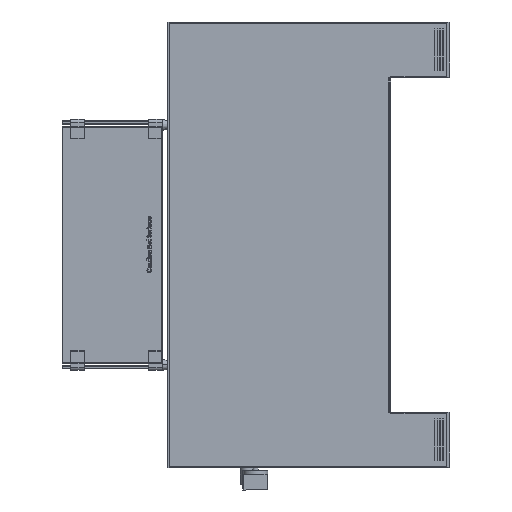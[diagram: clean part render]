
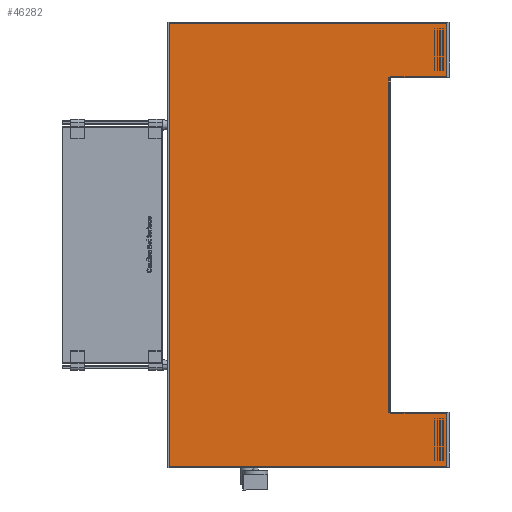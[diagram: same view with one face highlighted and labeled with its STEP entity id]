
A CAD part, left-side view. The second image highlights one B-rep face of the part: STEP entity #46282.
In plain terms, the highlighted face is planar.
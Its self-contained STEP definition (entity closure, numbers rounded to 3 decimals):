
#127 = VECTOR ( 'NONE', #27101, 1000. ) ;
#850 = VECTOR ( 'NONE', #38445, 1000. ) ;
#1326 = ORIENTED_EDGE ( 'NONE', *, *, #5138, .T. ) ;
#2110 = CARTESIAN_POINT ( 'NONE',  ( 300., -250., -2. ) ) ;
#2237 = EDGE_CURVE ( 'NONE', #18666, #9068, #45976, .T. ) ;
#3501 = LINE ( 'NONE', #37644, #26974 ) ;
#3945 = CARTESIAN_POINT ( 'NONE',  ( 300., -146., -2. ) ) ;
#4027 = VERTEX_POINT ( 'NONE', #12387 ) ;
#5138 = EDGE_CURVE ( 'NONE', #12242, #39090, #42030, .T. ) ;
#6855 = CARTESIAN_POINT ( 'NONE',  ( 300., -146., -2. ) ) ;
#6904 = DIRECTION ( 'NONE',  ( -1., 0., 0. ) ) ;
#7057 = CARTESIAN_POINT ( 'NONE',  ( -300., -250., -2. ) ) ;
#7205 = LINE ( 'NONE', #22622, #11880 ) ;
#7535 = CARTESIAN_POINT ( 'NONE',  ( -398., 248., -2. ) ) ;
#9068 = VERTEX_POINT ( 'NONE', #22386 ) ;
#9135 = EDGE_CURVE ( 'NONE', #32742, #20108, #7205, .T. ) ;
#9267 = AXIS2_PLACEMENT_3D ( 'NONE', #13415, #21217, #20224 ) ;
#11880 = VECTOR ( 'NONE', #38036, 1000. ) ;
#12242 = VERTEX_POINT ( 'NONE', #3945 ) ;
#12387 = CARTESIAN_POINT ( 'NONE',  ( 398., -250., -2. ) ) ;
#13415 = CARTESIAN_POINT ( 'NONE',  ( 0., 0., -2. ) ) ;
#15383 = VECTOR ( 'NONE', #45541, 1000. ) ;
#16086 = EDGE_CURVE ( 'NONE', #49778, #12242, #36764, .T. ) ;
#17360 = CARTESIAN_POINT ( 'NONE',  ( -398., -250., -2. ) ) ;
#18459 = ORIENTED_EDGE ( 'NONE', *, *, #32593, .F. ) ;
#18666 = VERTEX_POINT ( 'NONE', #42678 ) ;
#19152 = DIRECTION ( 'NONE',  ( -1., 0., 0. ) ) ;
#19996 = LINE ( 'NONE', #38203, #127 ) ;
#20108 = VERTEX_POINT ( 'NONE', #48035 ) ;
#20224 = DIRECTION ( 'NONE',  ( 1., 0., 0. ) ) ;
#20274 = VECTOR ( 'NONE', #23446, 1000. ) ;
#20363 = VECTOR ( 'NONE', #36120, 1000. ) ;
#21217 = DIRECTION ( 'NONE',  ( 0., 0., 1. ) ) ;
#22386 = CARTESIAN_POINT ( 'NONE',  ( -398., 248., -2. ) ) ;
#22620 = EDGE_CURVE ( 'NONE', #32742, #28231, #35084, .T. ) ;
#22622 = CARTESIAN_POINT ( 'NONE',  ( -300., -146., -2. ) ) ;
#23446 = DIRECTION ( 'NONE',  ( 0., -1., 0. ) ) ;
#23817 = CARTESIAN_POINT ( 'NONE',  ( -398., -250., -2. ) ) ;
#24070 = EDGE_CURVE ( 'NONE', #4027, #18666, #19996, .T. ) ;
#26974 = VECTOR ( 'NONE', #45739, 1000. ) ;
#27101 = DIRECTION ( 'NONE',  ( 0., 1., 0. ) ) ;
#28231 = VERTEX_POINT ( 'NONE', #7057 ) ;
#28352 = ORIENTED_EDGE ( 'NONE', *, *, #24070, .F. ) ;
#28827 = VECTOR ( 'NONE', #6904, 1000. ) ;
#29174 = DIRECTION ( 'NONE',  ( 0., 1., 0. ) ) ;
#29629 = LINE ( 'NONE', #6855, #15383 ) ;
#29928 = CARTESIAN_POINT ( 'NONE',  ( 300., -146., -2. ) ) ;
#30771 = ORIENTED_EDGE ( 'NONE', *, *, #37591, .F. ) ;
#31105 = ORIENTED_EDGE ( 'NONE', *, *, #2237, .F. ) ;
#31224 = VECTOR ( 'NONE', #19152, 1000. ) ;
#31742 = ORIENTED_EDGE ( 'NONE', *, *, #39677, .T. ) ;
#32019 = CARTESIAN_POINT ( 'NONE',  ( -300., -250., -2. ) ) ;
#32593 = EDGE_CURVE ( 'NONE', #46506, #28231, #40141, .T. ) ;
#32742 = VERTEX_POINT ( 'NONE', #46766 ) ;
#33622 = CARTESIAN_POINT ( 'NONE',  ( -398., -250., -2. ) ) ;
#33742 = EDGE_LOOP ( 'NONE', ( #46997, #1326, #31742, #39236, #40586, #18459, #40467, #31105, #28352, #30771 ) ) ;
#34685 = LINE ( 'NONE', #23817, #850 ) ;
#34891 = CARTESIAN_POINT ( 'NONE',  ( 299.5, -146., -2. ) ) ;
#35084 = LINE ( 'NONE', #32019, #20274 ) ;
#36120 = DIRECTION ( 'NONE',  ( 1., 0., 0. ) ) ;
#36764 = LINE ( 'NONE', #2110, #48349 ) ;
#37591 = EDGE_CURVE ( 'NONE', #49778, #4027, #3501, .T. ) ;
#37644 = CARTESIAN_POINT ( 'NONE',  ( -398., -250., -2. ) ) ;
#38036 = DIRECTION ( 'NONE',  ( 1., 0., 0. ) ) ;
#38203 = CARTESIAN_POINT ( 'NONE',  ( 398., -250., -2. ) ) ;
#38445 = DIRECTION ( 'NONE',  ( 0., -1., 0. ) ) ;
#39090 = VERTEX_POINT ( 'NONE', #34891 ) ;
#39236 = ORIENTED_EDGE ( 'NONE', *, *, #9135, .F. ) ;
#39677 = EDGE_CURVE ( 'NONE', #39090, #20108, #29629, .T. ) ;
#39761 = EDGE_CURVE ( 'NONE', #9068, #46506, #34685, .T. ) ;
#39928 = CARTESIAN_POINT ( 'NONE',  ( 300., -250., -2. ) ) ;
#40141 = LINE ( 'NONE', #17360, #20363 ) ;
#40453 = FACE_OUTER_BOUND ( 'NONE', #33742, .T. ) ;
#40467 = ORIENTED_EDGE ( 'NONE', *, *, #39761, .F. ) ;
#40586 = ORIENTED_EDGE ( 'NONE', *, *, #22620, .T. ) ;
#42030 = LINE ( 'NONE', #29928, #28827 ) ;
#42678 = CARTESIAN_POINT ( 'NONE',  ( 398., 248., -2. ) ) ;
#45541 = DIRECTION ( 'NONE',  ( -1., 0., 0. ) ) ;
#45739 = DIRECTION ( 'NONE',  ( 1., 0., 0. ) ) ;
#45976 = LINE ( 'NONE', #7535, #31224 ) ;
#46282 = ADVANCED_FACE ( 'NONE', ( #40453 ), #48309, .F. ) ;
#46506 = VERTEX_POINT ( 'NONE', #33622 ) ;
#46766 = CARTESIAN_POINT ( 'NONE',  ( -300., -146., -2. ) ) ;
#46997 = ORIENTED_EDGE ( 'NONE', *, *, #16086, .T. ) ;
#48035 = CARTESIAN_POINT ( 'NONE',  ( -299.5, -146., -2. ) ) ;
#48309 = PLANE ( 'NONE',  #9267 ) ;
#48349 = VECTOR ( 'NONE', #29174, 1000. ) ;
#49778 = VERTEX_POINT ( 'NONE', #39928 ) ;
